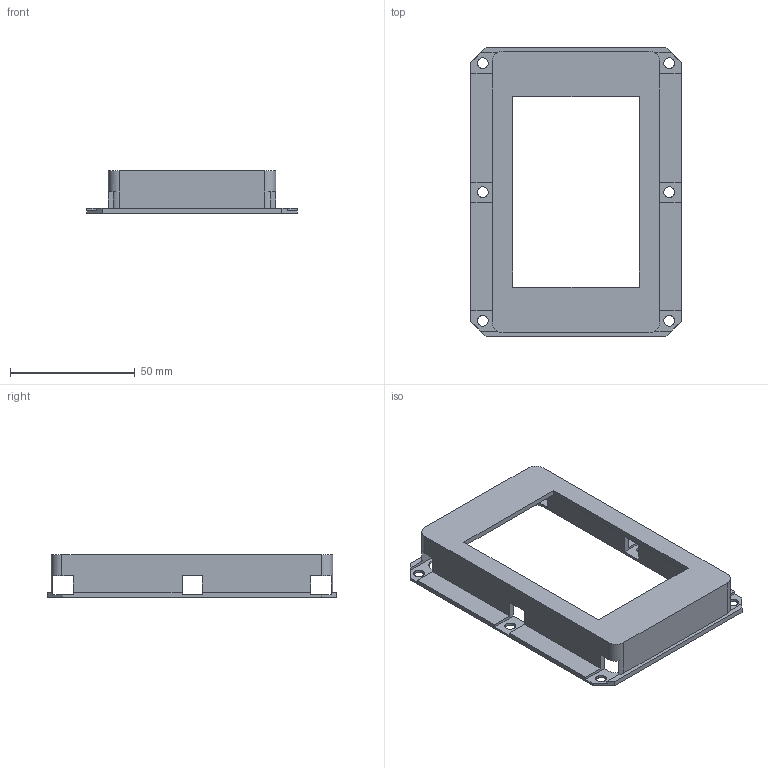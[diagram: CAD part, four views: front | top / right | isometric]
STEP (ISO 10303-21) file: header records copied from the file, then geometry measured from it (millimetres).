
FILE_DESCRIPTION(/* description */ (''),/* implementation_level */ '2;1');
FILE_NAME(/* name */ '2004699A-Modified.step',/* time_stamp */ '2022-06-30T09:24:31-06:00',/* author */ (''),/* organization */ (''),/* preprocessor_version */ 'ST-DEVELOPER v19',/* originating_system */ 'Autodesk Translation Framework v11.7.0.108',/* authorisation */ '');
FILE_SCHEMA (('AUTOMOTIVE_DESIGN { 1 0 10303 214 3 1 1 }'));
Length unit declared in the file: inch
Products named in the file (1): (Unsaved)
Bounding box: 84.2 x 116.05 x 17.09 mm (x, y, z)
Volume: 19990.7 mm3; surface area: 23334.3 mm2
Topology: 1 solids, 1 shells, 67 faces, 222 edges, 148 vertices
Faces by surface type: plane 49, cylinder 18
Full cylindrical faces by diameter (mm): 4.318 x6
Entity records: 2503 total; most frequent: ORIENTED_EDGE 444, CARTESIAN_POINT 438, DIRECTION 398, EDGE_CURVE 222, LINE 182, VECTOR 182, VERTEX_POINT 148, AXIS2_PLACEMENT_3D 108
